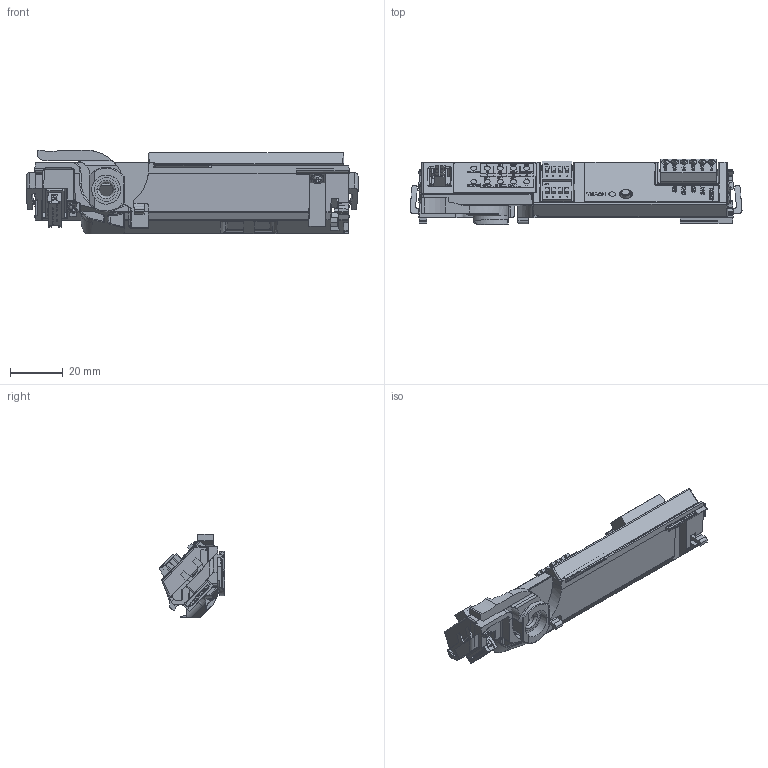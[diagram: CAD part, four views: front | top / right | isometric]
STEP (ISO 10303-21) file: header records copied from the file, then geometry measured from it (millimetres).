
FILE_DESCRIPTION((''),'2;1');
FILE_NAME('ASM0003','2016-06-24T',('staeubert'),(''),'PRO/ENGINEER BY PARAMETRIC TECHNOLOGY CORPORATION, 2015440','PRO/ENGINEER BY PARAMETRIC TECHNOLOGY CORPORATION, 2015440','');
FILE_SCHEMA(('CONFIG_CONTROL_DESIGN'));
Products named in the file (30): PRT0005; PRT0006; PRT0007; PRT0008; ASM0005; PRT0009; PRT0010; PRT0011; PRT0012; PRT0013; PRT0014; ASM0008; PRT0015; PRT0016; PRT0017; PRT0018; PRT0019; PRT0020; PRT0021; PRT0022; PRT0023; PRT0024; PRT0025; ASM0007; PRT0026; ASM0006; PRT0027; DB004625_EJOT_WN_5411_H_22X5_1; ASM0004; ASM0003
Assembly tree (40 placements, depth 6):
  ASM0003
    ASM0004
      ASM0005
        PRT0005
        PRT0006
        PRT0007
        PRT0008
      ASM0006
        PRT0009
        PRT0010
        PRT0011
        ASM0007
          ASM0008
            PRT0012
            PRT0013
            PRT0014
          PRT0015
          PRT0016
          PRT0017
          PRT0018
          PRT0019
          PRT0020
          PRT0021  x11
          PRT0022
          PRT0023
          PRT0024
          PRT0025
        PRT0026
      PRT0027
      DB004625_EJOT_WN_5411_H_22X5_1  x2
Bounding box: 125.81 x 24.96 x 31.8 mm (x, y, z)
Volume: 20510.8 mm3; surface area: 35422.2 mm2
Topology: 33 solids, 33 shells, 6160 faces, 17066 edges, 11190 vertices
Faces by surface type: plane 4620, cylinder 928, bspline 369, torus 114, cone 103, sphere 26
Entity records: 278080 total; most frequent: CARTESIAN_POINT 67932, ORIENTED_EDGE 33030, DIRECTION 28308, PRESENTATION_STYLE_ASSIGNMENT 17620, STYLED_ITEM 16719, EDGE_CURVE 16515, CURVE_STYLE 16221, VECTOR 13256
